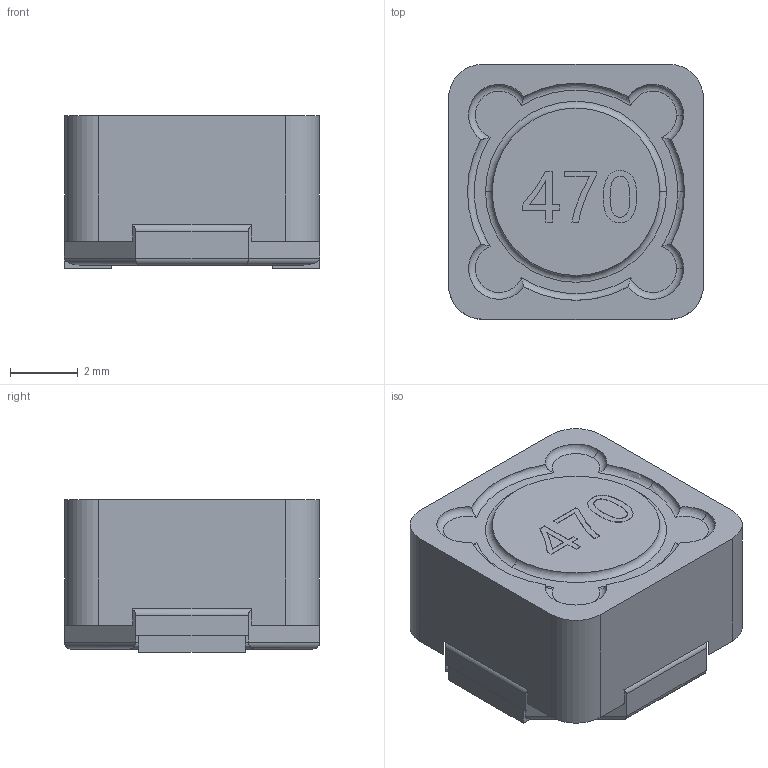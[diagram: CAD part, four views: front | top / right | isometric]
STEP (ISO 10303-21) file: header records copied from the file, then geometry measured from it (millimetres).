
FILE_DESCRIPTION (( 'STEP AP214' ), '1' );
FILE_NAME ('IND-SMD_L7.5-W7.5-H4.5.step', '2022-07-09T00:53:10', ( '' ), ( '' ), 'SwSTEP 2.0', 'SolidWorks 2020', '' );
FILE_SCHEMA (( 'AUTOMOTIVE_DESIGN' ));
Length unit declared in the file: millimetre
Products named in the file (1): IND-SMD_L7.5-W7.5-H4.5
Bounding box: 7.52 x 7.52 x 4.5 mm (x, y, z)
Volume: 233.8 mm3; surface area: 370.5 mm2
Topology: 4 solids, 4 shells, 412 faces, 1097 edges, 726 vertices
Faces by surface type: plane 251, bspline 124, cylinder 24, torus 13
Entity records: 18606 total; most frequent: CARTESIAN_POINT 5268, ORIENTED_EDGE 2194, DIRECTION 1442, EDGE_CURVE 1097, VECTOR 770, LINE 770, VERTEX_POINT 726, EDGE_LOOP 445
